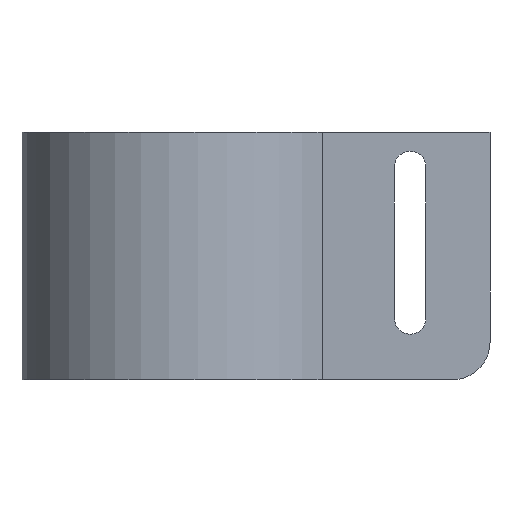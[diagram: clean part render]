
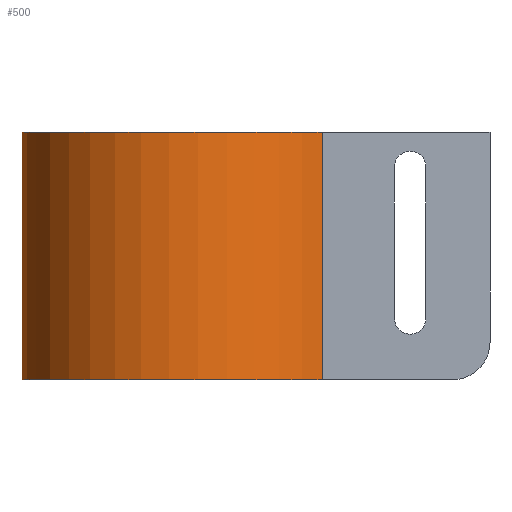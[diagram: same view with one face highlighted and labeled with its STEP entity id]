
A CAD part, left-side view. The second image highlights one B-rep face of the part: STEP entity #500.
In plain terms, the highlighted cylindrical face has radius 22.5 mm (diameter 45 mm), a partial arc.
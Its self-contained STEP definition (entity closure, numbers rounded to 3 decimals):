
#31=CIRCLE('',#541,22.5);
#38=CIRCLE('',#556,22.5);
#52=CYLINDRICAL_SURFACE('',#569,22.5);
#78=FACE_OUTER_BOUND('',#108,.T.);
#108=EDGE_LOOP('',(#457,#458,#459,#460));
#143=LINE('',#832,#191);
#147=LINE('',#843,#195);
#191=VECTOR('',#660,10.);
#195=VECTOR('',#670,10.);
#223=VERTEX_POINT('',#765);
#224=VERTEX_POINT('',#767);
#242=VERTEX_POINT('',#831);
#246=VERTEX_POINT('',#841);
#277=EDGE_CURVE('',#224,#223,#31,.T.);
#300=EDGE_CURVE('',#242,#224,#143,.T.);
#306=EDGE_CURVE('',#246,#223,#147,.T.);
#309=EDGE_CURVE('',#246,#242,#38,.T.);
#457=ORIENTED_EDGE('',*,*,#277,.T.);
#458=ORIENTED_EDGE('',*,*,#306,.F.);
#459=ORIENTED_EDGE('',*,*,#309,.T.);
#460=ORIENTED_EDGE('',*,*,#300,.T.);
#500=ADVANCED_FACE('',(#78),#52,.T.);
#541=AXIS2_PLACEMENT_3D('',#768,#624,#625);
#556=AXIS2_PLACEMENT_3D('',#848,#677,#678);
#569=AXIS2_PLACEMENT_3D('',#872,#710,#711);
#624=DIRECTION('center_axis',(0.,0.,-1.));
#625=DIRECTION('ref_axis',(0.622,-0.783,0.));
#660=DIRECTION('',(0.,0.,1.));
#670=DIRECTION('',(0.,0.,1.));
#677=DIRECTION('center_axis',(0.,0.,1.));
#678=DIRECTION('ref_axis',(-0.622,-0.783,0.));
#710=DIRECTION('center_axis',(0.,0.,1.));
#711=DIRECTION('ref_axis',(0.,1.,0.));
#765=CARTESIAN_POINT('',(14.,-17.614,0.));
#767=CARTESIAN_POINT('',(-14.,-17.614,0.));
#768=CARTESIAN_POINT('Origin',(0.,0.,
0.));
#831=CARTESIAN_POINT('',(-14.,-17.614,-33.));
#832=CARTESIAN_POINT('',(-14.,-17.614,0.));
#841=CARTESIAN_POINT('',(14.,-17.614,-33.));
#843=CARTESIAN_POINT('',(14.,-17.614,0.));
#848=CARTESIAN_POINT('Origin',(0.,0.,
-33.));
#872=CARTESIAN_POINT('Origin',(0.,0.,
0.));
